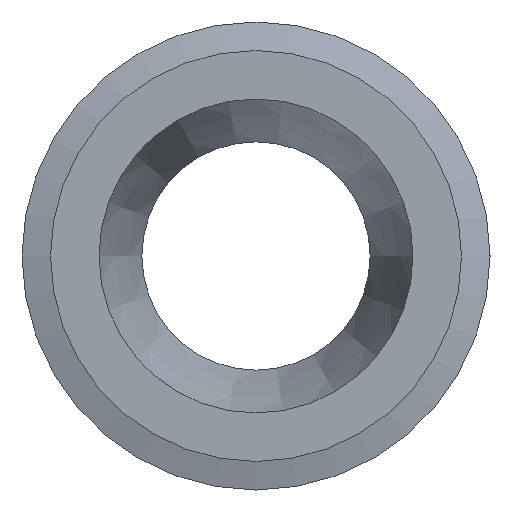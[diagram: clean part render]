
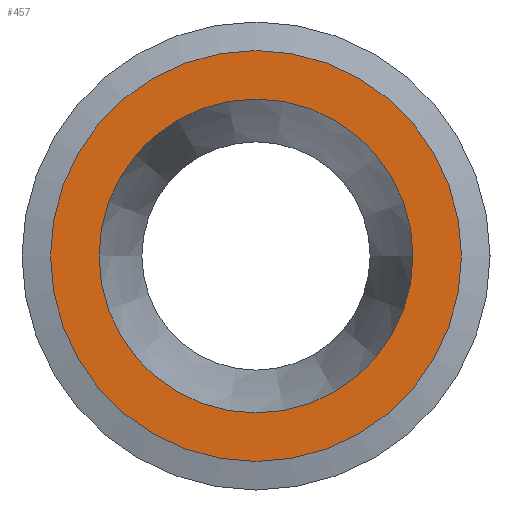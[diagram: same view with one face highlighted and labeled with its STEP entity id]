
A CAD part, left-side view. The second image highlights one B-rep face of the part: STEP entity #457.
In plain terms, the highlighted planar face has unit normal (-1, 0, 0).
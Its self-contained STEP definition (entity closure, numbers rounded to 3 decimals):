
#15=FACE_BOUND('',#105,.T.);
#17=PLANE('',#552);
#81=FACE_OUTER_BOUND('',#104,.T.);
#104=EDGE_LOOP('',(#403,#404));
#105=EDGE_LOOP('',(#405,#406));
#140=CIRCLE('',#524,13.75);
#141=CIRCLE('',#525,13.75);
#156=CIRCLE('',#548,18.);
#157=CIRCLE('',#549,18.);
#191=VERTEX_POINT('',#806);
#192=VERTEX_POINT('',#808);
#204=VERTEX_POINT('',#848);
#205=VERTEX_POINT('',#850);
#249=EDGE_CURVE('',#192,#191,#140,.T.);
#250=EDGE_CURVE('',#191,#192,#141,.T.);
#270=EDGE_CURVE('',#205,#204,#156,.T.);
#271=EDGE_CURVE('',#204,#205,#157,.T.);
#403=ORIENTED_EDGE('',*,*,#270,.T.);
#404=ORIENTED_EDGE('',*,*,#271,.T.);
#405=ORIENTED_EDGE('',*,*,#249,.T.);
#406=ORIENTED_EDGE('',*,*,#250,.T.);
#457=ADVANCED_FACE('',(#81,#15),#17,.T.);
#524=AXIS2_PLACEMENT_3D('',#809,#656,#657);
#525=AXIS2_PLACEMENT_3D('',#810,#658,#659);
#548=AXIS2_PLACEMENT_3D('',#851,#709,#710);
#549=AXIS2_PLACEMENT_3D('',#852,#711,#712);
#552=AXIS2_PLACEMENT_3D('',#855,#717,#718);
#656=DIRECTION('center_axis',(1.,0.,0.));
#657=DIRECTION('ref_axis',(0.,1.,0.));
#658=DIRECTION('center_axis',(1.,0.,0.));
#659=DIRECTION('ref_axis',(0.,1.,0.));
#709=DIRECTION('center_axis',(-1.,0.,0.));
#710=DIRECTION('ref_axis',(0.,1.,0.));
#711=DIRECTION('center_axis',(-1.,0.,0.));
#712=DIRECTION('ref_axis',(0.,1.,0.));
#717=DIRECTION('center_axis',(-1.,0.,0.));
#718=DIRECTION('ref_axis',(0.,0.,1.));
#806=CARTESIAN_POINT('',(0.,-13.75,0.));
#808=CARTESIAN_POINT('',(0.,13.75,0.));
#809=CARTESIAN_POINT('Origin',(0.,0.,0.));
#810=CARTESIAN_POINT('Origin',(0.,0.,0.));
#848=CARTESIAN_POINT('',(0.,-18.,0.));
#850=CARTESIAN_POINT('',(0.,18.,0.));
#851=CARTESIAN_POINT('Origin',(0.,0.,0.));
#852=CARTESIAN_POINT('Origin',(0.,0.,0.));
#855=CARTESIAN_POINT('Origin',(0.,0.,0.));
